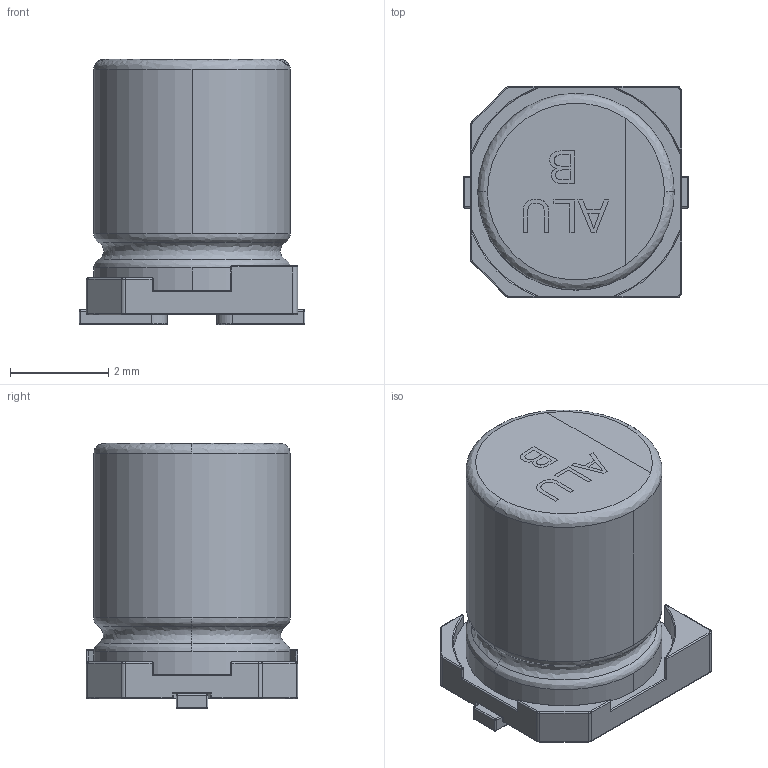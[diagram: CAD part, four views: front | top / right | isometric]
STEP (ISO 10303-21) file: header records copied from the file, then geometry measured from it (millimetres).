
FILE_DESCRIPTION(('FreeCAD Model'),'2;1');
FILE_NAME('User Library-ALU-B_Pins_1_sp.step','2017-10-01T19:16:41',('kicad StepUp'),( 'ksu MCAD'),'Open CASCADE STEP processor 6.8','FreeCAD','Unknown');
FILE_SCHEMA(('AUTOMOTIVE_DESIGN_CC2 { 1 2 10303 214 -1 1 5 4 }'));
Length unit declared in the file: millimetre
Products named in the file (1): User_Library-ALU-B_Pins_1_sp
Bounding box: 4.6 x 4.3 x 5.4 mm (x, y, z)
Volume: 68.4 mm3; surface area: 113.6 mm2
Topology: 1 solids, 1 shells, 157 faces, 427 edges, 264 vertices
Faces by surface type: cylinder 74, bspline 46, plane 37
Entity records: 6495 total; most frequent: CARTESIAN_POINT 1707, ORIENTED_EDGE 822, DIRECTION 737, EDGE_CURVE 411, AXIS2_PLACEMENT_3D 278, VERTEX_POINT 264, LINE 181, VECTOR 181
